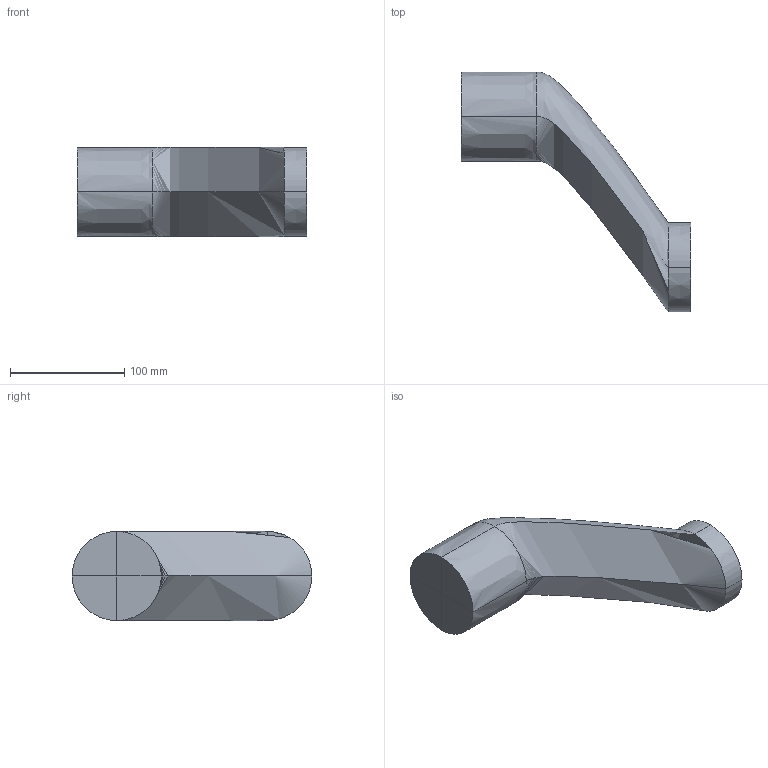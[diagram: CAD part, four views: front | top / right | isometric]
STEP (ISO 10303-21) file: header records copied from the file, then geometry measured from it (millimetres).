
FILE_DESCRIPTION((''),'1');
FILE_NAME('outfile.stp','2024-08-16T10:03:06',(''),(''),'','','');
FILE_SCHEMA(('CONFIG_CONTROL_DESIGN'));
Length unit declared in the file: metre
Bounding box: 200.92 x 209.39 x 77.81 mm (x, y, z)
Volume: 955542.6 mm3; surface area: 66728 mm2
Topology: 1 solids, 1 shells, 20 faces, 44 edges, 18 vertices
Faces by surface type: bspline 12, plane 8
Entity records: 3534 total; most frequent: CARTESIAN_POINT 3142, VERTEX_POINT 72, ORIENTED_EDGE 72, B_SPLINE_CURVE_WITH_KNOTS 36, EDGE_CURVE 36, DIRECTION 20, EDGE_LOOP 20, FACE_OUTER_BOUND 20
